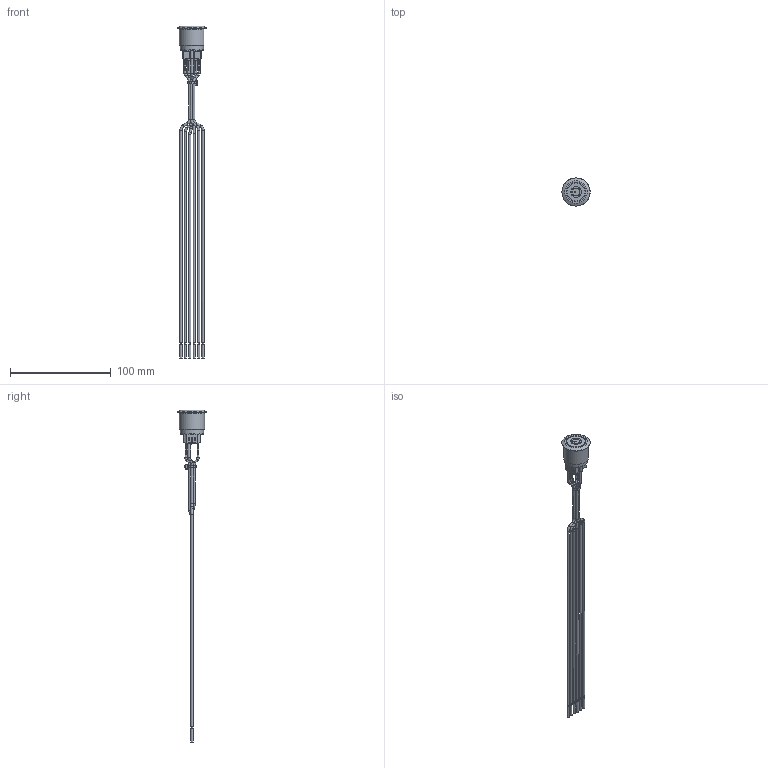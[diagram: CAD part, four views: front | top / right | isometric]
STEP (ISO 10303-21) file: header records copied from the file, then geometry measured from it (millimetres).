
FILE_DESCRIPTION(/* description */ (''),/* implementation_level */ '2;1');
FILE_NAME(/* name */ '000003153_Shrinkwrap_1.stp',/* time_stamp */ '2023-02-28T14:45:45-06:00',/* author */ ('jmeyers'),/* organization */ (''),/* preprocessor_version */ 'ST-DEVELOPER v18.1',/* originating_system */ 'Autodesk Inventor 2020',/* authorisation */ '');
FILE_SCHEMA (('AUTOMOTIVE_DESIGN { 1 0 10303 214 3 1 1 }'));
Length unit declared in the file: millimetre
Products named in the file (1): 000003153_Shrinkwrap_1
Bounding box: 28 x 28 x 330 mm (x, y, z)
Volume: 20340.6 mm3; surface area: 16924.6 mm2
Topology: 1 solids, 3 shells, 473 faces, 1276 edges, 797 vertices
Faces by surface type: plane 275, cylinder 125, torus 50, cone 11, sphere 8, bspline 4
Full cylindrical faces by diameter (mm): 1.1 x6, 1.75 x1, 2.2 x25, 2.4 x6, 23.1 x2, 28 x1
Entity records: 15554 total; most frequent: CARTESIAN_POINT 3363, DIRECTION 2596, ORIENTED_EDGE 2556, EDGE_CURVE 1278, AXIS2_PLACEMENT_3D 911, VERTEX_POINT 797, LINE 774, VECTOR 774
